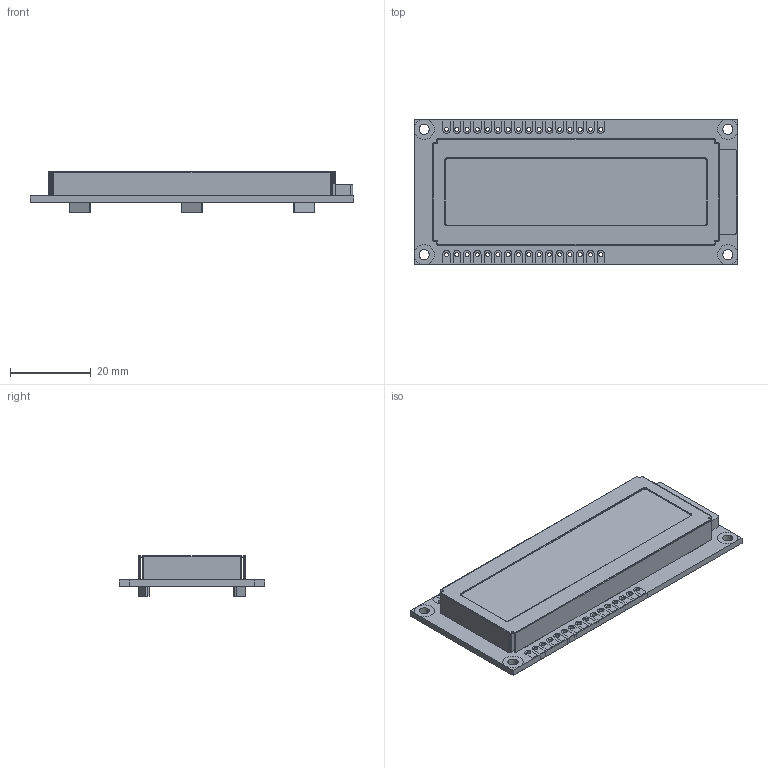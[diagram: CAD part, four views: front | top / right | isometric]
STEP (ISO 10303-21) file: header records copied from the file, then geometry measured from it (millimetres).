
FILE_DESCRIPTION(('STEP AP203'),'1');
FILE_NAME('mc21605g6wd-bnmlw.stp','2020-09-30T09:49:19',('TraceParts'),('TraceParts S.A.'),'Spatial InterOp 3D',' ',' ');
FILE_SCHEMA(('CONFIG_CONTROL_DESIGN'));
Length unit declared in the file: millimetre
Products named in the file (1): 1
Bounding box: 80 x 36 x 10.09 mm (x, y, z)
Volume: 11788.3 mm3; surface area: 19578.9 mm2
Topology: 59 solids, 59 shells, 692 faces, 1690 edges, 1108 vertices
Faces by surface type: plane 438, cylinder 236, torus 8, sphere 8, bspline 2
Entity records: 20866 total; most frequent: DIRECTION 3664, CARTESIAN_POINT 3587, ORIENTED_EDGE 3364, EDGE_CURVE 1682, AXIS2_PLACEMENT_3D 1233, LINE 1198, VECTOR 1198, VERTEX_POINT 1108
